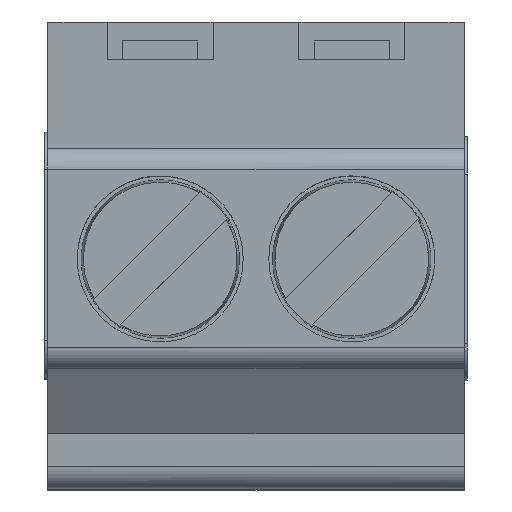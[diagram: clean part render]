
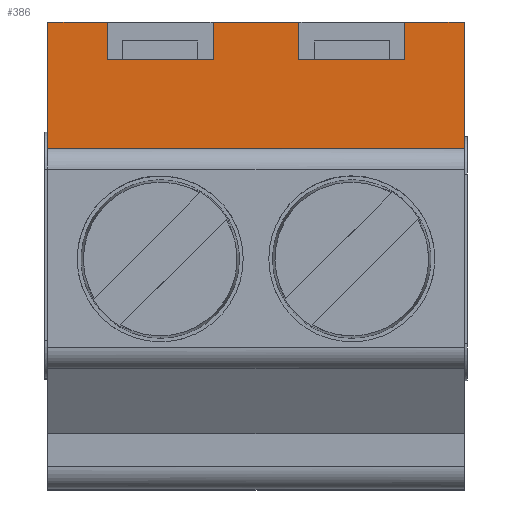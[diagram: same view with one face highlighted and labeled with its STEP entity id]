
A CAD part, top view. The second image highlights one B-rep face of the part: STEP entity #386.
In plain terms, the highlighted planar face has unit normal (0, 0.951, 0.309).
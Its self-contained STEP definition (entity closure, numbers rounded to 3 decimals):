
#386=ADVANCED_FACE('',(#988),#8324,.T.);
#988=FACE_OUTER_BOUND('',#1603,.T.);
#1603=EDGE_LOOP('',(#3409,#3410,#3411,#3412,#3413,#3414,#3415,#3416,#3417,#3418,#3419,#3420));
#3409=ORIENTED_EDGE('',*,*,#6241,.F.);
#3410=ORIENTED_EDGE('',*,*,#6242,.F.);
#3411=ORIENTED_EDGE('',*,*,#5756,.F.);
#3412=ORIENTED_EDGE('',*,*,#6243,.T.);
#3413=ORIENTED_EDGE('',*,*,#5564,.F.);
#3414=ORIENTED_EDGE('',*,*,#6244,.F.);
#3415=ORIENTED_EDGE('',*,*,#5755,.F.);
#3416=ORIENTED_EDGE('',*,*,#6245,.T.);
#3417=ORIENTED_EDGE('',*,*,#5596,.F.);
#3418=ORIENTED_EDGE('',*,*,#6246,.F.);
#3419=ORIENTED_EDGE('',*,*,#5758,.F.);
#3420=ORIENTED_EDGE('',*,*,#6240,.F.);
#5564=EDGE_CURVE('',#7225,#7167,#9087,.T.);
#5596=EDGE_CURVE('',#7241,#7235,#9109,.T.);
#5755=EDGE_CURVE('',#7236,#7229,#9264,.T.);
#5756=EDGE_CURVE('',#7168,#7146,#9265,.T.);
#5758=EDGE_CURVE('',#7382,#7279,#9267,.T.);
#6240=EDGE_CURVE('',#7690,#7382,#9737,.T.);
#6241=EDGE_CURVE('',#7147,#7690,#9738,.T.);
#6242=EDGE_CURVE('',#7146,#7147,#9739,.T.);
#6243=EDGE_CURVE('',#7168,#7167,#9740,.T.);
#6244=EDGE_CURVE('',#7229,#7225,#9741,.T.);
#6245=EDGE_CURVE('',#7236,#7235,#9742,.T.);
#6246=EDGE_CURVE('',#7279,#7241,#9743,.T.);
#7146=VERTEX_POINT('',#11960);
#7147=VERTEX_POINT('',#11961);
#7167=VERTEX_POINT('',#11981);
#7168=VERTEX_POINT('',#11982);
#7225=VERTEX_POINT('',#12039);
#7229=VERTEX_POINT('',#12043);
#7235=VERTEX_POINT('',#12049);
#7236=VERTEX_POINT('',#12050);
#7241=VERTEX_POINT('',#12055);
#7279=VERTEX_POINT('',#12092);
#7382=VERTEX_POINT('',#12195);
#7690=VERTEX_POINT('',#12503);
#8324=PLANE('',#10749);
#9087=B_SPLINE_CURVE_WITH_KNOTS('',1,(#12039,#11981),.UNSPECIFIED.,.F.,.F.,(2,2),(0.,1.4),.UNSPECIFIED.);
#9109=B_SPLINE_CURVE_WITH_KNOTS('',1,(#12055,#12049),.UNSPECIFIED.,.F.,.F.,(2,2),(0.,1.4),.UNSPECIFIED.);
#9264=B_SPLINE_CURVE_WITH_KNOTS('',1,(#12050,#12043),.UNSPECIFIED.,.F.,.F.,(2,2),(0.,1.14),.UNSPECIFIED.);
#9265=B_SPLINE_CURVE_WITH_KNOTS('',1,(#11982,#11960),.UNSPECIFIED.,.F.,.F.,(2,2),(0.,0.79),.UNSPECIFIED.);
#9267=B_SPLINE_CURVE_WITH_KNOTS('',1,(#12195,#12092),.UNSPECIFIED.,.F.,.F.,(2,2),(0.,0.79),.UNSPECIFIED.);
#9737=B_SPLINE_CURVE_WITH_KNOTS('',1,(#12503,#12195),.UNSPECIFIED.,.F.,.F.,(2,2),(-5.445,0.),.UNSPECIFIED.);
#9738=B_SPLINE_CURVE_WITH_KNOTS('',1,(#11961,#12503),.UNSPECIFIED.,.F.,.F.,(2,2),(-5.52,0.),.UNSPECIFIED.);
#9739=B_SPLINE_CURVE_WITH_KNOTS('',1,(#11960,#11961),.UNSPECIFIED.,.F.,.F.,(2,2),(-5.445,0.),.UNSPECIFIED.);
#9740=B_SPLINE_CURVE_WITH_KNOTS('',1,(#11982,#11981),.UNSPECIFIED.,.F.,.F.,(2,2),(0.,1.618),.UNSPECIFIED.);
#9741=B_SPLINE_CURVE_WITH_KNOTS('',1,(#12043,#12039),.UNSPECIFIED.,.F.,.F.,(2,2),(-1.618,0.),.UNSPECIFIED.);
#9742=B_SPLINE_CURVE_WITH_KNOTS('',1,(#12050,#12049),.UNSPECIFIED.,.F.,.F.,(2,2),(0.,1.618),.UNSPECIFIED.);
#9743=B_SPLINE_CURVE_WITH_KNOTS('',1,(#12092,#12055),.UNSPECIFIED.,.F.,.F.,(2,2),(-1.618,0.),.UNSPECIFIED.);
#10749=AXIS2_PLACEMENT_3D('',#11605,#11125,$);
#11125=DIRECTION('',(0.,0.951,0.309));
#11605=CARTESIAN_POINT('',(-3.312,1.246,8.811));
#11960=CARTESIAN_POINT('',(2.76,3.097,3.114));
#11961=CARTESIAN_POINT('',(2.76,1.415,8.293));
#11981=CARTESIAN_POINT('',(1.97,2.597,4.653));
#11982=CARTESIAN_POINT('',(1.97,3.097,3.114));
#12039=CARTESIAN_POINT('',(0.57,2.597,4.653));
#12043=CARTESIAN_POINT('',(0.57,3.097,3.114));
#12049=CARTESIAN_POINT('',(-0.57,2.597,4.653));
#12050=CARTESIAN_POINT('',(-0.57,3.097,3.114));
#12055=CARTESIAN_POINT('',(-1.97,2.597,4.653));
#12092=CARTESIAN_POINT('',(-1.97,3.097,3.114));
#12195=CARTESIAN_POINT('',(-2.76,3.097,3.114));
#12503=CARTESIAN_POINT('',(-2.76,1.415,8.293));
